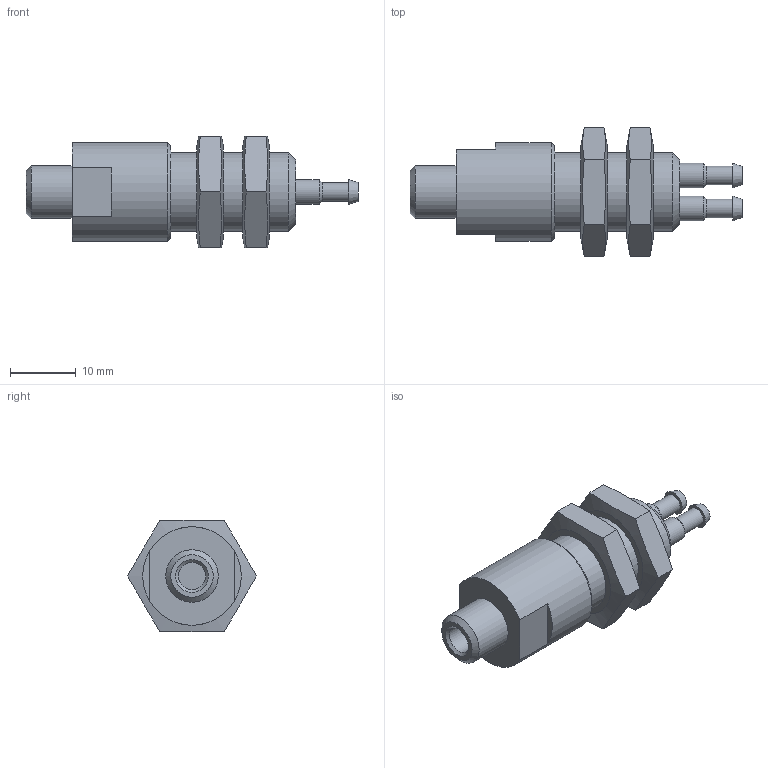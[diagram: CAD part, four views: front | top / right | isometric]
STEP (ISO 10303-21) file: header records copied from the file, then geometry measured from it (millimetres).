
FILE_DESCRIPTION(/* description */ ('STEP AP214'),/* implementation_level */ '2;1');
FILE_NAME(/* name */ '7457_SD-3-N',/* time_stamp */ '2024-09-14T23:25:03+02:00',/* author */ ('License CC BY-ND 4.0'),/* organization */ ('CADENAS'),/* preprocessor_version */ 'ST-DEVELOPER v19.3',/* originating_system */ 'PARTsolutions',/* authorisation */ ' ');
FILE_SCHEMA (('AUTOMOTIVE_DESIGN {1 0 10303 214 3 1 1}'));
Length unit declared in the file: millimetre
Products named in the file (1): 7457 SD-3-N
Bounding box: 50.5 x 19.63 x 17 mm (x, y, z)
Volume: 6095.4 mm3; surface area: 2942.5 mm2
Topology: 1 solids, 1 shells, 55 faces, 116 edges, 76 vertices
Faces by surface type: plane 31, cylinder 12, cone 12
Full cylindrical faces by diameter (mm): 2 x2, 2.822 x2, 3.774 x2, 4.134 x1, 8 x1, 12 x3, 15 x1
Entity records: 1354 total; most frequent: CARTESIAN_POINT 302, DIRECTION 210, ORIENTED_EDGE 166, AXIS2_PLACEMENT_3D 95, EDGE_LOOP 92, FACE_BOUND 92, EDGE_CURVE 83, VERTEX_POINT 67
